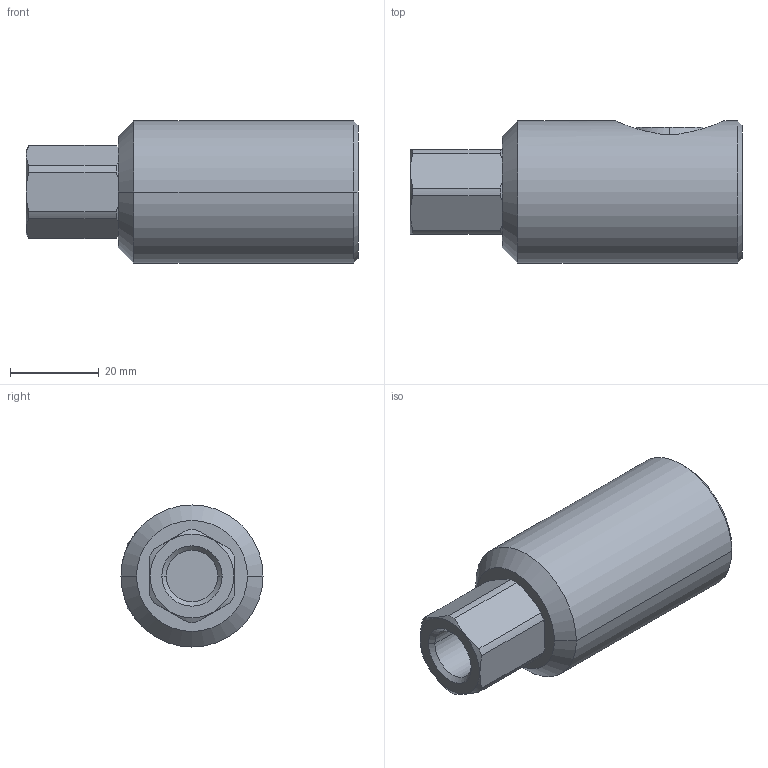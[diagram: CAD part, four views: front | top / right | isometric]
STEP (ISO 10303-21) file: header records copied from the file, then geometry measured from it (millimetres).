
FILE_DESCRIPTION(( 'GU43.120014.STEP' ), '1');
FILE_NAME( 'GU43.120014.STEP', '2018-10-02T17:15:49',( 'Sopra'),('sopra-pneumatic.com'), 'SwSTEP 2.0','SolidWorks 2009','' );
FILE_SCHEMA (( 'CONFIG_CONTROL_DESIGN' ));
Length unit declared in the file: millimetre
Products named in the file (1): 07430202
Bounding box: 74.8 x 32 x 32 mm (x, y, z)
Volume: 46386 mm3; surface area: 8882.9 mm2
Topology: 1 solids, 1 shells, 66 faces, 170 edges, 111 vertices
Faces by surface type: plane 25, cone 20, cylinder 19, sphere 2
Entity records: 2285 total; most frequent: CARTESIAN_POINT 616, ORIENTED_EDGE 340, DIRECTION 326, EDGE_CURVE 170, AXIS2_PLACEMENT_3D 129, VERTEX_POINT 111, EDGE_LOOP 71, VECTOR 68
